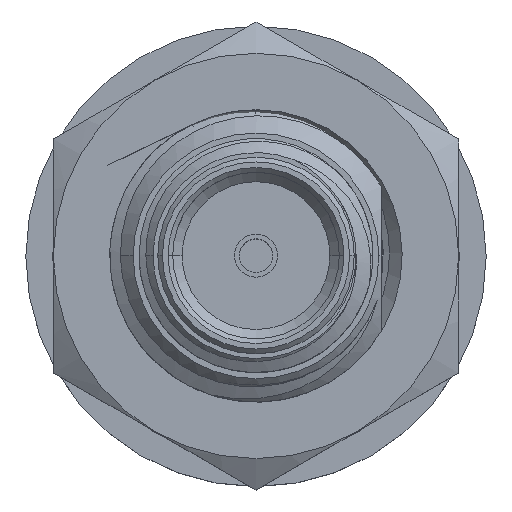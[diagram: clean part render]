
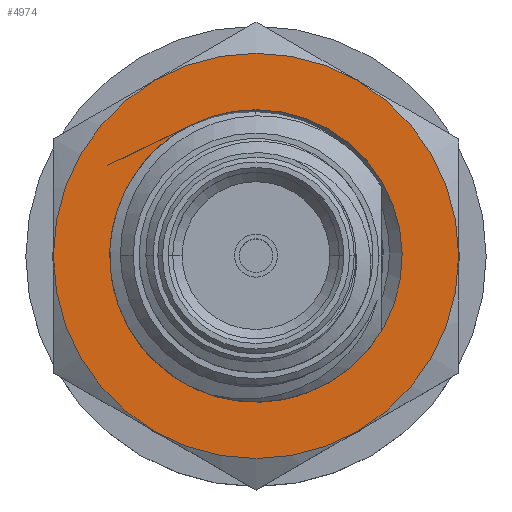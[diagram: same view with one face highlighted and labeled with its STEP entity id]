
A CAD part, top view. The second image highlights one B-rep face of the part: STEP entity #4974.
In plain terms, the highlighted planar face has unit normal (0, 0, 1).
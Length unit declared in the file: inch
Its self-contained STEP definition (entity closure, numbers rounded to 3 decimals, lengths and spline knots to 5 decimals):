
#145 = EDGE_CURVE ( 'NONE', #4824, #8253, #18171, .T. ) ;
#182 = DIRECTION ( 'NONE',  ( 1., 0., 0. ) ) ;
#400 = EDGE_LOOP ( 'NONE', ( #8992, #11847, #6903, #8269, #6719, #17306 ) ) ;
#442 = EDGE_CURVE ( 'NONE', #21710, #15065, #4776, .T. ) ;
#729 = DIRECTION ( 'NONE',  ( 1., 0., 0. ) ) ;
#824 = VERTEX_POINT ( 'NONE', #10241 ) ;
#1343 = VECTOR ( 'NONE', #2868, 39.37008 ) ;
#1403 = CIRCLE ( 'NONE', #17217, 0.21654 ) ;
#1508 = LINE ( 'NONE', #18222, #11350 ) ;
#1626 = CIRCLE ( 'NONE', #4662, 0.15625 ) ;
#1713 = CARTESIAN_POINT ( 'NONE',  ( 0., 0., 0.074 ) ) ;
#1759 = DIRECTION ( 'NONE',  ( 1., 0., 0. ) ) ;
#1945 = AXIS2_PLACEMENT_3D ( 'NONE', #14312, #5488, #3802 ) ;
#2110 = AXIS2_PLACEMENT_3D ( 'NONE', #18829, #6844, #12012 ) ;
#2597 = EDGE_CURVE ( 'NONE', #7228, #19200, #11265, .T. ) ;
#2684 = VECTOR ( 'NONE', #13507, 39.37008 ) ;
#2868 = DIRECTION ( 'NONE',  ( 0.899, 0.437, 0. ) ) ;
#3018 = CIRCLE ( 'NONE', #11800, 0.15625 ) ;
#3335 = DIRECTION ( 'NONE',  ( 1., 0., 0. ) ) ;
#3431 = AXIS2_PLACEMENT_3D ( 'NONE', #7661, #21620, #18196 ) ;
#3802 = DIRECTION ( 'NONE',  ( 1., 0., 0. ) ) ;
#4052 = CARTESIAN_POINT ( 'NONE',  ( -0.069, 0.14019, 0.074 ) ) ;
#4158 = ORIENTED_EDGE ( 'NONE', *, *, #2597, .F. ) ;
#4645 = CARTESIAN_POINT ( 'NONE',  ( 0.10827, 0.18753, 0.074 ) ) ;
#4662 = AXIS2_PLACEMENT_3D ( 'NONE', #19251, #10472, #1759 ) ;
#4715 = DIRECTION ( 'NONE',  ( 0., 0., 1. ) ) ;
#4775 = EDGE_CURVE ( 'NONE', #11521, #4824, #1403, .T. ) ;
#4776 = CIRCLE ( 'NONE', #1945, 0.21654 ) ;
#4824 = VERTEX_POINT ( 'NONE', #4645 ) ;
#4944 = EDGE_CURVE ( 'NONE', #15065, #11521, #11495, .T. ) ;
#4974 = ADVANCED_FACE ( 'NONE', ( #5492, #10677 ), #17464, .T. ) ;
#5132 = AXIS2_PLACEMENT_3D ( 'NONE', #20503, #4715, #13554 ) ;
#5248 = DIRECTION ( 'NONE',  ( 0., 0., 1. ) ) ;
#5473 = ORIENTED_EDGE ( 'NONE', *, *, #16691, .F. ) ;
#5488 = DIRECTION ( 'NONE',  ( 0., 0., 1. ) ) ;
#5492 = FACE_OUTER_BOUND ( 'NONE', #400, .T. ) ;
#5724 = DIRECTION ( 'NONE',  ( 1., 0., 0. ) ) ;
#5961 = CARTESIAN_POINT ( 'NONE',  ( -0.21654, 0., 0.074 ) ) ;
#6574 = CARTESIAN_POINT ( 'NONE',  ( -0.15824, 0.09682, 0.074 ) ) ;
#6719 = ORIENTED_EDGE ( 'NONE', *, *, #17809, .T. ) ;
#6844 = DIRECTION ( 'NONE',  ( 0., 0., 1. ) ) ;
#6903 = ORIENTED_EDGE ( 'NONE', *, *, #145, .T. ) ;
#7228 = VERTEX_POINT ( 'NONE', #11194 ) ;
#7575 = EDGE_LOOP ( 'NONE', ( #8666, #17351, #4158, #14871, #18609, #5473, #8345 ) ) ;
#7661 = CARTESIAN_POINT ( 'NONE',  ( 0., 0., 0.074 ) ) ;
#8253 = VERTEX_POINT ( 'NONE', #21398 ) ;
#8269 = ORIENTED_EDGE ( 'NONE', *, *, #18210, .T. ) ;
#8345 = ORIENTED_EDGE ( 'NONE', *, *, #15468, .T. ) ;
#8385 = DIRECTION ( 'NONE',  ( 0., 0., 1. ) ) ;
#8514 = VERTEX_POINT ( 'NONE', #18787 ) ;
#8618 = DIRECTION ( 'NONE',  ( 0., 0., 1. ) ) ;
#8666 = ORIENTED_EDGE ( 'NONE', *, *, #21983, .F. ) ;
#8940 = AXIS2_PLACEMENT_3D ( 'NONE', #21442, #21665, #5724 ) ;
#8992 = ORIENTED_EDGE ( 'NONE', *, *, #4944, .T. ) ;
#9458 = CARTESIAN_POINT ( 'NONE',  ( 0., 0., 0.074 ) ) ;
#9525 = DIRECTION ( 'NONE',  ( 0.437, -0.899, 0. ) ) ;
#9535 = DIRECTION ( 'NONE',  ( 0., 0., 1. ) ) ;
#10025 = EDGE_CURVE ( 'NONE', #824, #8514, #3018, .T. ) ;
#10241 = CARTESIAN_POINT ( 'NONE',  ( -0.15625, 0., 0.074 ) ) ;
#10472 = DIRECTION ( 'NONE',  ( 0., 0., 1. ) ) ;
#10561 = CIRCLE ( 'NONE', #5132, 0.15625 ) ;
#10677 = FACE_BOUND ( 'NONE', #7575, .T. ) ;
#10800 = CIRCLE ( 'NONE', #8940, 0.21654 ) ;
#10897 = EDGE_CURVE ( 'NONE', #13717, #19200, #15291, .T. ) ;
#11187 = DIRECTION ( 'NONE',  ( 0., 0., 1. ) ) ;
#11194 = CARTESIAN_POINT ( 'NONE',  ( 0., 0.15625, 0.074 ) ) ;
#11203 = EDGE_CURVE ( 'NONE', #8514, #7228, #1626, .T. ) ;
#11265 = CIRCLE ( 'NONE', #2110, 0.15625 ) ;
#11350 = VECTOR ( 'NONE', #9525, 39.37008 ) ;
#11495 = CIRCLE ( 'NONE', #11771, 0.21654 ) ;
#11521 = VERTEX_POINT ( 'NONE', #17925 ) ;
#11771 = AXIS2_PLACEMENT_3D ( 'NONE', #11948, #5248, #3335 ) ;
#11800 = AXIS2_PLACEMENT_3D ( 'NONE', #1713, #8618, #182 ) ;
#11847 = ORIENTED_EDGE ( 'NONE', *, *, #4775, .T. ) ;
#11948 = CARTESIAN_POINT ( 'NONE',  ( 0., 0., 0.074 ) ) ;
#12012 = DIRECTION ( 'NONE',  ( 1., 0., 0. ) ) ;
#13232 = CARTESIAN_POINT ( 'NONE',  ( -0.19431, 0.07929, 0.074 ) ) ;
#13507 = DIRECTION ( 'NONE',  ( -0.899, -0.437, 0. ) ) ;
#13554 = DIRECTION ( 'NONE',  ( 1., 0., 0. ) ) ;
#13669 = AXIS2_PLACEMENT_3D ( 'NONE', #13849, #8385, #13917 ) ;
#13717 = VERTEX_POINT ( 'NONE', #6574 ) ;
#13849 = CARTESIAN_POINT ( 'NONE',  ( -0.21654, 0.12502, 0.074 ) ) ;
#13917 = DIRECTION ( 'NONE',  ( 1., 0., 0. ) ) ;
#13989 = CARTESIAN_POINT ( 'NONE',  ( 0.10827, -0.18753, 0.074 ) ) ;
#14312 = CARTESIAN_POINT ( 'NONE',  ( 0., 0., 0.074 ) ) ;
#14751 = VERTEX_POINT ( 'NONE', #5961 ) ;
#14871 = ORIENTED_EDGE ( 'NONE', *, *, #11203, .F. ) ;
#14961 = LINE ( 'NONE', #22215, #2684 ) ;
#15065 = VERTEX_POINT ( 'NONE', #13989 ) ;
#15291 = LINE ( 'NONE', #13232, #1343 ) ;
#15468 = EDGE_CURVE ( 'NONE', #15882, #21916, #14961, .T. ) ;
#15809 = CARTESIAN_POINT ( 'NONE',  ( -0.0683, 0.14053, 0.074 ) ) ;
#15882 = VERTEX_POINT ( 'NONE', #4052 ) ;
#16009 = CARTESIAN_POINT ( 'NONE',  ( -0.10827, -0.18753, 0.074 ) ) ;
#16383 = CARTESIAN_POINT ( 'NONE',  ( -0.15824, 0.09682, 0.074 ) ) ;
#16691 = EDGE_CURVE ( 'NONE', #15882, #824, #10561, .T. ) ;
#17143 = AXIS2_PLACEMENT_3D ( 'NONE', #9458, #9535, #21884 ) ;
#17217 = AXIS2_PLACEMENT_3D ( 'NONE', #21652, #11187, #729 ) ;
#17306 = ORIENTED_EDGE ( 'NONE', *, *, #442, .T. ) ;
#17351 = ORIENTED_EDGE ( 'NONE', *, *, #10897, .T. ) ;
#17464 = PLANE ( 'NONE',  #13669 ) ;
#17809 = EDGE_CURVE ( 'NONE', #14751, #21710, #20932, .T. ) ;
#17925 = CARTESIAN_POINT ( 'NONE',  ( 0.21654, 0., 0.074 ) ) ;
#18171 = CIRCLE ( 'NONE', #3431, 0.21654 ) ;
#18196 = DIRECTION ( 'NONE',  ( 1., 0., 0. ) ) ;
#18210 = EDGE_CURVE ( 'NONE', #8253, #14751, #10800, .T. ) ;
#18222 = CARTESIAN_POINT ( 'NONE',  ( -0.18046, 0.14255, 0.074 ) ) ;
#18609 = ORIENTED_EDGE ( 'NONE', *, *, #10025, .F. ) ;
#18787 = CARTESIAN_POINT ( 'NONE',  ( 0.05758, -0.14525, 0.074 ) ) ;
#18829 = CARTESIAN_POINT ( 'NONE',  ( 0., 0., 0.074 ) ) ;
#19200 = VERTEX_POINT ( 'NONE', #15809 ) ;
#19251 = CARTESIAN_POINT ( 'NONE',  ( 0., 0., 0.074 ) ) ;
#20503 = CARTESIAN_POINT ( 'NONE',  ( 0., 0., 0.074 ) ) ;
#20932 = CIRCLE ( 'NONE', #17143, 0.21654 ) ;
#21398 = CARTESIAN_POINT ( 'NONE',  ( -0.10827, 0.18753, 0.074 ) ) ;
#21442 = CARTESIAN_POINT ( 'NONE',  ( 0., 0., 0.074 ) ) ;
#21620 = DIRECTION ( 'NONE',  ( 0., 0., 1. ) ) ;
#21652 = CARTESIAN_POINT ( 'NONE',  ( 0., 0., 0.074 ) ) ;
#21665 = DIRECTION ( 'NONE',  ( 0., 0., 1. ) ) ;
#21710 = VERTEX_POINT ( 'NONE', #16009 ) ;
#21884 = DIRECTION ( 'NONE',  ( 1., 0., 0. ) ) ;
#21916 = VERTEX_POINT ( 'NONE', #16383 ) ;
#21983 = EDGE_CURVE ( 'NONE', #13717, #21916, #1508, .T. ) ;
#22215 = CARTESIAN_POINT ( 'NONE',  ( -0.19431, 0.07929, 0.074 ) ) ;
